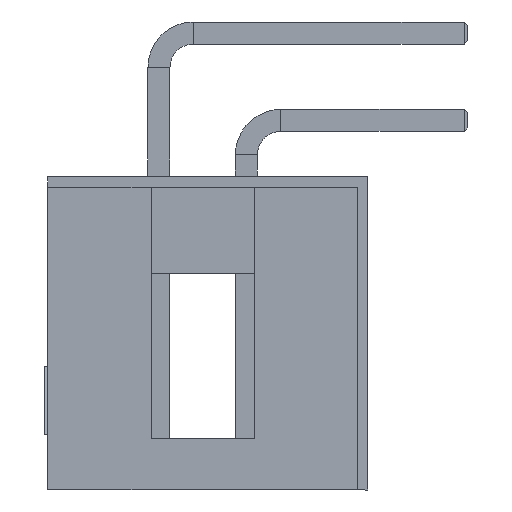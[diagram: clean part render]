
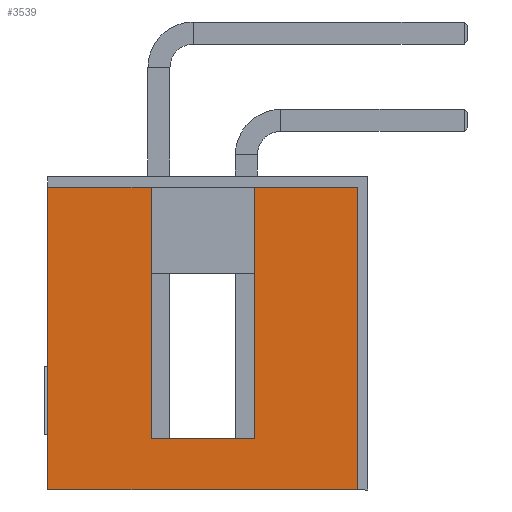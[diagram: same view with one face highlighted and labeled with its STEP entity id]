
A CAD part, left-side view. The second image highlights one B-rep face of the part: STEP entity #3539.
In plain terms, the highlighted planar face has unit normal (-1, 0, 0).
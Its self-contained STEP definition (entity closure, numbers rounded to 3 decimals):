
#113 = CARTESIAN_POINT ( 'NONE',  ( -16.5, 4.8, -10.51 ) ) ;
#619 = CARTESIAN_POINT ( 'NONE',  ( -16.5, 6.3, -10.51 ) ) ;
#1578 = VECTOR ( 'NONE', #8061, 1000. ) ;
#2170 = CARTESIAN_POINT ( 'NONE',  ( -16.5, 4.8, -12.01 ) ) ;
#2513 = ORIENTED_EDGE ( 'NONE', *, *, #10451, .T. ) ;
#2575 = EDGE_CURVE ( 'NONE', #17178, #20113, #8893, .T. ) ;
#2946 = ORIENTED_EDGE ( 'NONE', *, *, #21291, .F. ) ;
#2952 = EDGE_CURVE ( 'NONE', #24898, #18888, #19460, .T. ) ;
#3539 = ADVANCED_FACE ( 'NONE', ( #5388 ), #11119, .T. ) ;
#4049 = DIRECTION ( 'NONE',  ( 0., 0., 1. ) ) ;
#4214 = CARTESIAN_POINT ( 'NONE',  ( -16.5, 9.3, -12.01 ) ) ;
#4236 = CARTESIAN_POINT ( 'NONE',  ( -16.5, 9.3, -3.21 ) ) ;
#4649 = VERTEX_POINT ( 'NONE', #4214 ) ;
#4890 = EDGE_CURVE ( 'NONE', #8524, #24239, #17401, .T. ) ;
#4942 = AXIS2_PLACEMENT_3D ( 'NONE', #18843, #18719, #20745 ) ;
#5156 = VECTOR ( 'NONE', #18010, 1000. ) ;
#5222 = VECTOR ( 'NONE', #15796, 1000. ) ;
#5296 = CARTESIAN_POINT ( 'NONE',  ( -16.5, 3.3, -10.51 ) ) ;
#5388 = FACE_OUTER_BOUND ( 'NONE', #13668, .T. ) ;
#5415 = DIRECTION ( 'NONE',  ( 0., 0., 1. ) ) ;
#7139 = CARTESIAN_POINT ( 'NONE',  ( -16.5, 6.3, -10.51 ) ) ;
#7465 = LINE ( 'NONE', #22773, #12828 ) ;
#7898 = VECTOR ( 'NONE', #12010, 1000. ) ;
#8061 = DIRECTION ( 'NONE',  ( 0., -1., 0. ) ) ;
#8205 = ORIENTED_EDGE ( 'NONE', *, *, #10936, .T. ) ;
#8244 = ORIENTED_EDGE ( 'NONE', *, *, #4890, .T. ) ;
#8524 = VERTEX_POINT ( 'NONE', #5296 ) ;
#8893 = LINE ( 'NONE', #20913, #19090 ) ;
#10007 = CARTESIAN_POINT ( 'NONE',  ( -16.5, 6.3, -3.21 ) ) ;
#10451 = EDGE_CURVE ( 'NONE', #20000, #20113, #7465, .T. ) ;
#10734 = CARTESIAN_POINT ( 'NONE',  ( -16.5, 3.3, -3.21 ) ) ;
#10936 = EDGE_CURVE ( 'NONE', #24239, #18888, #20041, .T. ) ;
#11119 = PLANE ( 'NONE',  #4942 ) ;
#11977 = CARTESIAN_POINT ( 'NONE',  ( -16.5, 0.3, -12.01 ) ) ;
#12010 = DIRECTION ( 'NONE',  ( 0., 0., 1. ) ) ;
#12028 = VECTOR ( 'NONE', #4049, 1000. ) ;
#12828 = VECTOR ( 'NONE', #5415, 1000. ) ;
#13668 = EDGE_LOOP ( 'NONE', ( #22787, #22360, #8244, #8205, #16838, #2946, #19989, #2513 ) ) ;
#13697 = LINE ( 'NONE', #21444, #12028 ) ;
#14041 = EDGE_CURVE ( 'NONE', #8524, #17178, #13697, .T. ) ;
#15203 = DIRECTION ( 'NONE',  ( 0., -1., 0. ) ) ;
#15485 = DIRECTION ( 'NONE',  ( 0., 1., 0. ) ) ;
#15796 = DIRECTION ( 'NONE',  ( 0., -1., 0. ) ) ;
#15923 = CARTESIAN_POINT ( 'NONE',  ( -16.5, 4.8, -3.21 ) ) ;
#16128 = EDGE_CURVE ( 'NONE', #4649, #20000, #19852, .T. ) ;
#16838 = ORIENTED_EDGE ( 'NONE', *, *, #2952, .F. ) ;
#17178 = VERTEX_POINT ( 'NONE', #10734 ) ;
#17401 = LINE ( 'NONE', #113, #22969 ) ;
#18010 = DIRECTION ( 'NONE',  ( 0., 0., 1. ) ) ;
#18719 = DIRECTION ( 'NONE',  ( -1., 0., 0. ) ) ;
#18843 = CARTESIAN_POINT ( 'NONE',  ( -16.5, 4.8, -12.01 ) ) ;
#18888 = VERTEX_POINT ( 'NONE', #10007 ) ;
#19090 = VECTOR ( 'NONE', #15203, 1000. ) ;
#19460 = LINE ( 'NONE', #15923, #5222 ) ;
#19852 = LINE ( 'NONE', #2170, #1578 ) ;
#19969 = CARTESIAN_POINT ( 'NONE',  ( -16.5, 0.3, -3.21 ) ) ;
#19989 = ORIENTED_EDGE ( 'NONE', *, *, #16128, .T. ) ;
#20000 = VERTEX_POINT ( 'NONE', #11977 ) ;
#20041 = LINE ( 'NONE', #619, #5156 ) ;
#20113 = VERTEX_POINT ( 'NONE', #19969 ) ;
#20745 = DIRECTION ( 'NONE',  ( 0., 1., 0. ) ) ;
#20913 = CARTESIAN_POINT ( 'NONE',  ( -16.5, 4.8, -3.21 ) ) ;
#21291 = EDGE_CURVE ( 'NONE', #4649, #24898, #22018, .T. ) ;
#21444 = CARTESIAN_POINT ( 'NONE',  ( -16.5, 3.3, -10.51 ) ) ;
#21652 = CARTESIAN_POINT ( 'NONE',  ( -16.5, 9.3, -12.01 ) ) ;
#22018 = LINE ( 'NONE', #21652, #7898 ) ;
#22360 = ORIENTED_EDGE ( 'NONE', *, *, #14041, .F. ) ;
#22773 = CARTESIAN_POINT ( 'NONE',  ( -16.5, 0.3, -12.01 ) ) ;
#22787 = ORIENTED_EDGE ( 'NONE', *, *, #2575, .F. ) ;
#22969 = VECTOR ( 'NONE', #15485, 1000. ) ;
#24239 = VERTEX_POINT ( 'NONE', #7139 ) ;
#24898 = VERTEX_POINT ( 'NONE', #4236 ) ;
